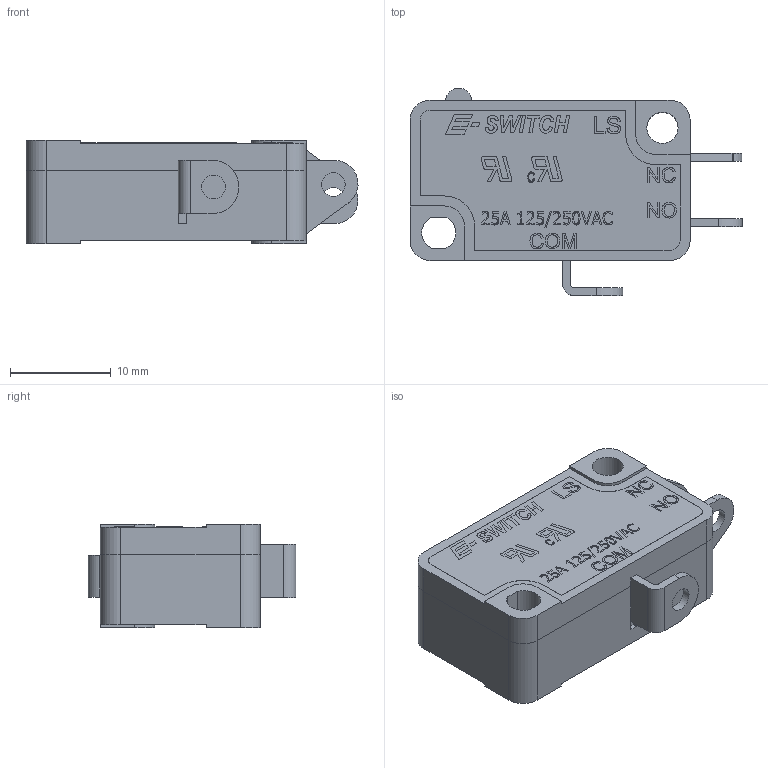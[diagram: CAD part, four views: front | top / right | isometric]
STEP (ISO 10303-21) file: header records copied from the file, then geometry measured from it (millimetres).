
FILE_DESCRIPTION(/* description */ (''),/* implementation_level */ '2;1');
FILE_NAME(/* name */ 'LS2500F400S1A.stp',/* time_stamp */ '2025-05-13T07:45:26-05:00',/* author */ ('jsteinblock'),/* organization */ (''),/* preprocessor_version */ 'ST-DEVELOPER v20',/* originating_system */ 'Autodesk Inventor 2022',/* authorisation */ '');
FILE_SCHEMA (('AUTOMOTIVE_DESIGN { 1 0 10303 214 3 1 1 }'));
Length unit declared in the file: inch
Products named in the file (1): LS2500F400S1A
Bounding box: 32.94 x 20.6 x 10.3 mm (x, y, z)
Volume: 4156.8 mm3; surface area: 2282.8 mm2
Topology: 1 solids, 2 shells, 612 faces, 1666 edges, 1093 vertices
Faces by surface type: plane 392, bspline 169, cylinder 51
Full cylindrical faces by diameter (mm): 2.35 x3, 3.1 x2
Entity records: 21230 total; most frequent: CARTESIAN_POINT 6771, ORIENTED_EDGE 3336, DIRECTION 2313, EDGE_CURVE 1668, LINE 1235, VECTOR 1235, VERTEX_POINT 1095, EDGE_LOOP 665
